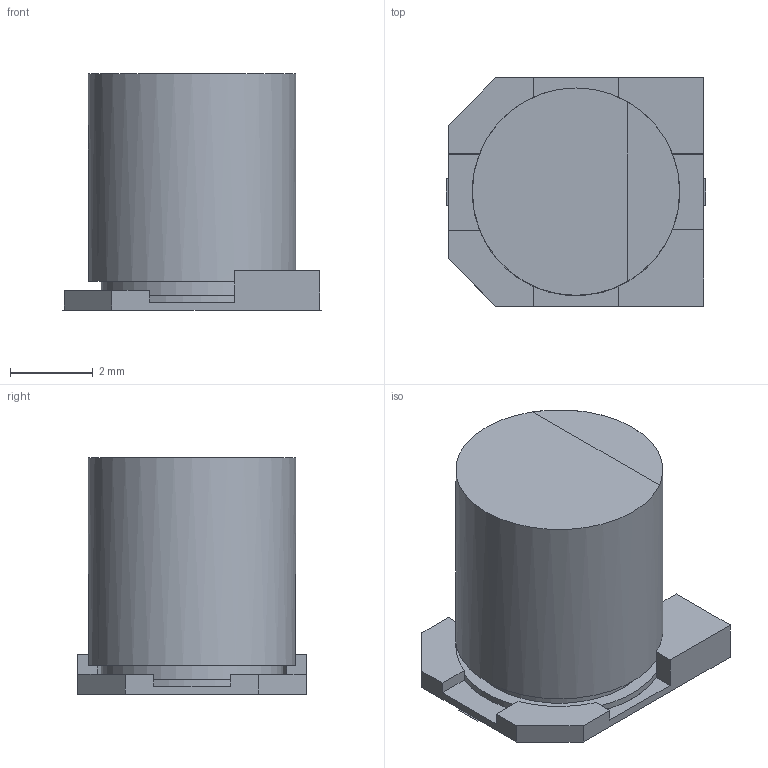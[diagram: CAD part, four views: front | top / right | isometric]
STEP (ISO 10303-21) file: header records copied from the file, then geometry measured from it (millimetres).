
FILE_DESCRIPTION(('Open CASCADE Model'),'2;1');
FILE_NAME('Open CASCADE Shape Model','2018-04-15T12:44:37',('Author'),( 'Open CASCADE'),'Open CASCADE STEP processor 6.8','Open CASCADE 6.8' ,'Unknown');
FILE_SCHEMA(('AUTOMOTIVE_DESIGN_CC2 { 1 2 10303 214 -1 1 5 4 }'));
Length unit declared in the file: millimetre
Products named in the file (8): CAPAE6253X57N.step; base; Open CASCADE STEP translator 6.8 17.1.1; cylinder; Open CASCADE STEP translator 6.8 17.2.1; mark; Open CASCADE STEP translator 6.8 17.3.1; lead
Assembly tree (8 placements, depth 3):
  CAPAE6253X57N.step
    base
      Open CASCADE STEP translator 6.8 17.1.1
    cylinder
      Open CASCADE STEP translator 6.8 17.2.1
    mark
      Open CASCADE STEP translator 6.8 17.3.1
    lead  x2
Bounding box: 6.25 x 5.5 x 5.7 mm (x, y, z)
Volume: 117.9 mm3; surface area: 227.4 mm2
Topology: 4 solids, 5 shells, 74 faces, 165 edges, 102 vertices
Faces by surface type: plane 57, cylinder 17
Full cylindrical faces by diameter (mm): 4.375 x1, 5 x1
Entity records: 4024 total; most frequent: DIRECTION 651, CARTESIAN_POINT 639, LINE 367, VECTOR 367, ORIENTED_EDGE 303, PCURVE 303, DEFINITIONAL_REPRESENTATION 303, EDGE_CURVE 153
